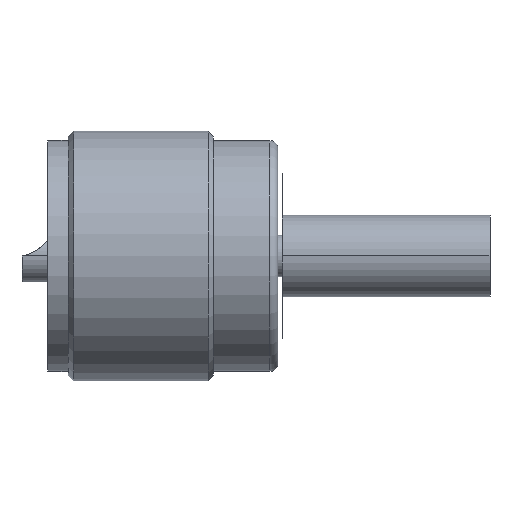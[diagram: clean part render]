
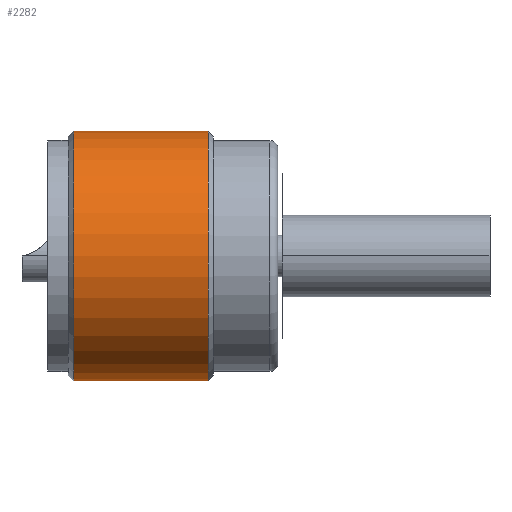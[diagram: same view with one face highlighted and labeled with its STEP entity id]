
A CAD part, top view. The second image highlights one B-rep face of the part: STEP entity #2282.
In plain terms, the highlighted cylindrical face has radius 9.525 mm (diameter 19.05 mm), a partial arc.
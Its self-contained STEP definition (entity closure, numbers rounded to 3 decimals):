
#710=CARTESIAN_POINT('',(-25.095,0.,0.));
#711=DIRECTION('',(1.,0.,0.));
#712=DIRECTION('',(0.,1.,0.));
#713=AXIS2_PLACEMENT_3D('',#710,#711,#712);
#715=CARTESIAN_POINT('',(-14.808,0.,0.));
#716=DIRECTION('',(1.,0.,0.));
#717=DIRECTION('',(0.,1.,0.));
#718=AXIS2_PLACEMENT_3D('',#715,#716,#717);
#733=DIRECTION('',(-1.,0.,0.));
#734=VECTOR('',#733,10.287);
#735=CARTESIAN_POINT('',(-14.808,-9.525,0.));
#736=LINE('',#735,#734);
#742=DIRECTION('',(-1.,0.,0.));
#743=VECTOR('',#742,10.287);
#744=CARTESIAN_POINT('',(-14.808,9.525,0.));
#745=LINE('',#744,#743);
#2050=CARTESIAN_POINT('',(-25.095,9.525,0.));
#2051=CARTESIAN_POINT('',(-25.095,-9.525,0.));
#2052=VERTEX_POINT('',#2050);
#2053=VERTEX_POINT('',#2051);
#2054=CARTESIAN_POINT('',(-14.808,9.525,0.));
#2055=CARTESIAN_POINT('',(-14.808,-9.525,0.));
#2056=VERTEX_POINT('',#2054);
#2057=VERTEX_POINT('',#2055);
#2268=CARTESIAN_POINT('',(-27.957,0.,0.));
#2269=DIRECTION('',(1.,0.,0.));
#2270=DIRECTION('',(0.,-1.,0.));
#2271=AXIS2_PLACEMENT_3D('',#2268,#2269,#2270);
#2272=CYLINDRICAL_SURFACE('',#2271,9.525);
#2274=ORIENTED_EDGE('',*,*,#2273,.F.);
#2276=ORIENTED_EDGE('',*,*,#2275,.F.);
#2277=ORIENTED_EDGE('',*,*,#2258,.T.);
#2279=ORIENTED_EDGE('',*,*,#2278,.T.);
#2280=EDGE_LOOP('',(#2274,#2276,#2277,#2279));
#2281=FACE_OUTER_BOUND('',#2280,.F.);
#714=CIRCLE('',#713,9.525);
#719=CIRCLE('',#718,9.525);
#2258=EDGE_CURVE('',#2056,#2057,#719,.T.);
#2273=EDGE_CURVE('',#2052,#2053,#714,.T.);
#2275=EDGE_CURVE('',#2056,#2052,#745,.T.);
#2278=EDGE_CURVE('',#2057,#2053,#736,.T.);
#2282=ADVANCED_FACE('',(#2281),#2272,.T.);
